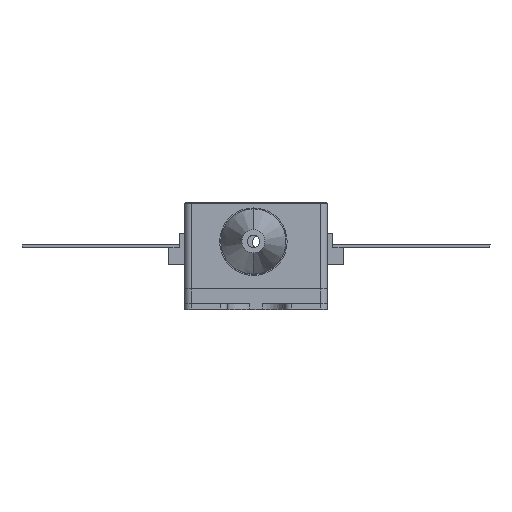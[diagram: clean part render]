
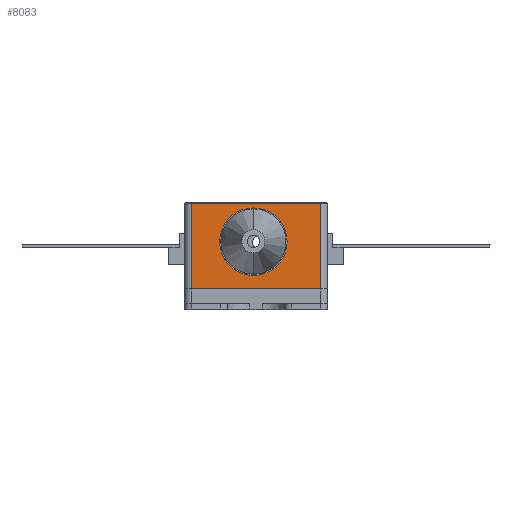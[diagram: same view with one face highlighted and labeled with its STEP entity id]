
A CAD part, top view. The second image highlights one B-rep face of the part: STEP entity #8083.
In plain terms, the highlighted planar face has unit normal (0, 0, 1).
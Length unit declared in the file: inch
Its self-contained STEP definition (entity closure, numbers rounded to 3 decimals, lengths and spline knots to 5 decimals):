
#187 = EDGE_LOOP ( 'NONE', ( #6618, #20387 ) ) ;
#412 = PLANE ( 'NONE',  #21770 ) ;
#769 = ORIENTED_EDGE ( 'NONE', *, *, #5959, .T. ) ;
#1040 = EDGE_CURVE ( 'NONE', #1633, #8853, #1162, .T. ) ;
#1162 = LINE ( 'NONE', #18365, #15967 ) ;
#1180 = EDGE_CURVE ( 'NONE', #11618, #1633, #20483, .T. ) ;
#1353 = FACE_OUTER_BOUND ( 'NONE', #12922, .T. ) ;
#1633 = VERTEX_POINT ( 'NONE', #15756 ) ;
#2186 = DIRECTION ( 'NONE',  ( 1., 0., 0. ) ) ;
#2935 = ORIENTED_EDGE ( 'NONE', *, *, #1040, .T. ) ;
#3586 = CARTESIAN_POINT ( 'NONE',  ( -2.08879, -0.13683, 1.39379 ) ) ;
#4856 = DIRECTION ( 'NONE',  ( 1., 0., 0. ) ) ;
#5156 = DIRECTION ( 'NONE',  ( 0., -1., 0. ) ) ;
#5302 = DIRECTION ( 'NONE',  ( 0., 0., 1. ) ) ;
#5959 = EDGE_CURVE ( 'NONE', #8853, #13645, #16026, .T. ) ;
#6618 = ORIENTED_EDGE ( 'NONE', *, *, #17409, .F. ) ;
#6897 = VECTOR ( 'NONE', #2186, 39.37008 ) ;
#7753 = CARTESIAN_POINT ( 'NONE',  ( -1.7855, 0.02852, 1.39379 ) ) ;
#8083 = ADVANCED_FACE ( 'NONE', ( #10906, #1353 ), #412, .T. ) ;
#8217 = CIRCLE ( 'NONE', #13777, 0.0625 ) ;
#8229 = CIRCLE ( 'NONE', #12005, 0.0625 ) ;
#8285 = CARTESIAN_POINT ( 'NONE',  ( -1.61241, -0.13683, 1.39379 ) ) ;
#8590 = EDGE_CURVE ( 'NONE', #21641, #16374, #8217, .T. ) ;
#8853 = VERTEX_POINT ( 'NONE', #21864 ) ;
#8923 = CARTESIAN_POINT ( 'NONE',  ( -2.08879, -0.13683, 1.39379 ) ) ;
#9753 = DIRECTION ( 'NONE',  ( 1., 0., 0. ) ) ;
#10654 = ORIENTED_EDGE ( 'NONE', *, *, #1180, .T. ) ;
#10773 = CARTESIAN_POINT ( 'NONE',  ( -1.61241, 0.16238, 1.39379 ) ) ;
#10906 = FACE_BOUND ( 'NONE', #187, .T. ) ;
#11143 = LINE ( 'NONE', #8923, #6897 ) ;
#11534 = CARTESIAN_POINT ( 'NONE',  ( -1.848, 0.02852, 1.39379 ) ) ;
#11618 = VERTEX_POINT ( 'NONE', #8285 ) ;
#11675 = DIRECTION ( 'NONE',  ( -1., 0., 0. ) ) ;
#11820 = EDGE_CURVE ( 'NONE', #13645, #11618, #11143, .T. ) ;
#12005 = AXIS2_PLACEMENT_3D ( 'NONE', #11534, #18143, #9753 ) ;
#12922 = EDGE_LOOP ( 'NONE', ( #2935, #769, #15952, #10654 ) ) ;
#13280 = DIRECTION ( 'NONE',  ( 0., 0., 1. ) ) ;
#13645 = VERTEX_POINT ( 'NONE', #14693 ) ;
#13777 = AXIS2_PLACEMENT_3D ( 'NONE', #21745, #13280, #4856 ) ;
#13977 = DIRECTION ( 'NONE',  ( 0., 1., 0. ) ) ;
#14693 = CARTESIAN_POINT ( 'NONE',  ( -2.06516, -0.13683, 1.39379 ) ) ;
#14987 = VECTOR ( 'NONE', #5156, 39.37008 ) ;
#15413 = DIRECTION ( 'NONE',  ( 1., 0., 0. ) ) ;
#15572 = CARTESIAN_POINT ( 'NONE',  ( -2.06516, -0.13683, 1.39379 ) ) ;
#15756 = CARTESIAN_POINT ( 'NONE',  ( -1.61241, 0.16238, 1.39379 ) ) ;
#15952 = ORIENTED_EDGE ( 'NONE', *, *, #11820, .T. ) ;
#15967 = VECTOR ( 'NONE', #11675, 39.37008 ) ;
#16026 = LINE ( 'NONE', #15572, #14987 ) ;
#16374 = VERTEX_POINT ( 'NONE', #7753 ) ;
#17409 = EDGE_CURVE ( 'NONE', #16374, #21641, #8229, .T. ) ;
#18143 = DIRECTION ( 'NONE',  ( 0., 0., 1. ) ) ;
#18365 = CARTESIAN_POINT ( 'NONE',  ( -2.08879, 0.16238, 1.39379 ) ) ;
#18862 = VECTOR ( 'NONE', #13977, 39.37008 ) ;
#19215 = CARTESIAN_POINT ( 'NONE',  ( -1.9105, 0.02852, 1.39379 ) ) ;
#20387 = ORIENTED_EDGE ( 'NONE', *, *, #8590, .F. ) ;
#20483 = LINE ( 'NONE', #10773, #18862 ) ;
#21641 = VERTEX_POINT ( 'NONE', #19215 ) ;
#21745 = CARTESIAN_POINT ( 'NONE',  ( -1.848, 0.02852, 1.39379 ) ) ;
#21770 = AXIS2_PLACEMENT_3D ( 'NONE', #3586, #5302, #15413 ) ;
#21864 = CARTESIAN_POINT ( 'NONE',  ( -2.06516, 0.16238, 1.39379 ) ) ;
